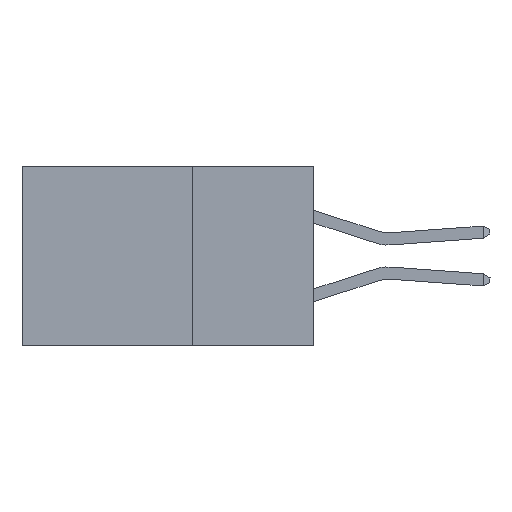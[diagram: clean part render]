
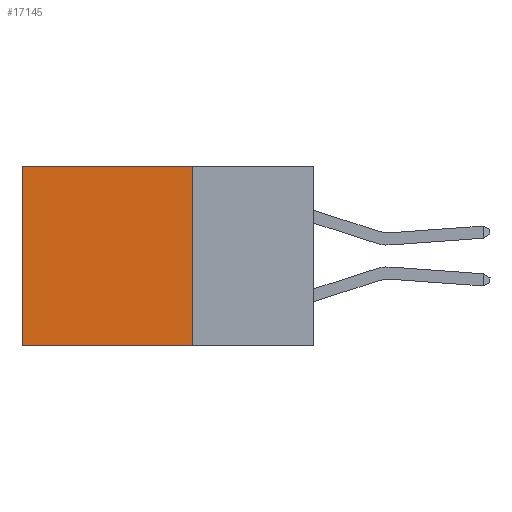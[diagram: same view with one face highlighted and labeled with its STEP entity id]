
A CAD part, left-side view. The second image highlights one B-rep face of the part: STEP entity #17145.
In plain terms, the highlighted planar face has unit normal (-1, 0, 0).
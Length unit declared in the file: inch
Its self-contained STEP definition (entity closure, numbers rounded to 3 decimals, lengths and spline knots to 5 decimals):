
#154 = CARTESIAN_POINT ( 'NONE',  ( 0.2875, 0.25, -0.37 ) ) ;
#421 = DIRECTION ( 'NONE',  ( 0., 1., 0. ) ) ;
#488 = VERTEX_POINT ( 'NONE', #11615 ) ;
#798 = VERTEX_POINT ( 'NONE', #4738 ) ;
#1526 = VECTOR ( 'NONE', #421, 39.37008 ) ;
#1682 = CARTESIAN_POINT ( 'NONE',  ( 0.2875, 0.25, 0. ) ) ;
#1699 = DIRECTION ( 'NONE',  ( 0., 0., -1. ) ) ;
#3150 = DIRECTION ( 'NONE',  ( 0., 0., -1. ) ) ;
#4485 = PLANE ( 'NONE',  #17215 ) ;
#4609 = ORIENTED_EDGE ( 'NONE', *, *, #8652, .F. ) ;
#4738 = CARTESIAN_POINT ( 'NONE',  ( 0.2875, 0.25, 0. ) ) ;
#5533 = ORIENTED_EDGE ( 'NONE', *, *, #8719, .T. ) ;
#5724 = LINE ( 'NONE', #5887, #13239 ) ;
#5887 = CARTESIAN_POINT ( 'NONE',  ( 0.2875, 0.25, 0. ) ) ;
#6940 = LINE ( 'NONE', #7651, #13590 ) ;
#7651 = CARTESIAN_POINT ( 'NONE',  ( 0.2875, 0.6, 0. ) ) ;
#8523 = DIRECTION ( 'NONE',  ( 0., 1., 0. ) ) ;
#8652 = EDGE_CURVE ( 'NONE', #798, #11925, #5724, .T. ) ;
#8719 = EDGE_CURVE ( 'NONE', #798, #488, #11591, .T. ) ;
#10174 = VECTOR ( 'NONE', #8523, 39.37008 ) ;
#11052 = VERTEX_POINT ( 'NONE', #15481 ) ;
#11255 = DIRECTION ( 'NONE',  ( 1., 0., 0. ) ) ;
#11591 = LINE ( 'NONE', #16596, #1526 ) ;
#11615 = CARTESIAN_POINT ( 'NONE',  ( 0.2875, 0.6, 0. ) ) ;
#11811 = EDGE_CURVE ( 'NONE', #488, #11052, #6940, .T. ) ;
#11925 = VERTEX_POINT ( 'NONE', #13233 ) ;
#12431 = ORIENTED_EDGE ( 'NONE', *, *, #14571, .F. ) ;
#12598 = EDGE_LOOP ( 'NONE', ( #14323, #12431, #4609, #5533 ) ) ;
#13233 = CARTESIAN_POINT ( 'NONE',  ( 0.2875, 0.25, -0.37 ) ) ;
#13239 = VECTOR ( 'NONE', #1699, 39.37008 ) ;
#13590 = VECTOR ( 'NONE', #16779, 39.37008 ) ;
#13908 = FACE_OUTER_BOUND ( 'NONE', #12598, .T. ) ;
#14080 = LINE ( 'NONE', #154, #10174 ) ;
#14323 = ORIENTED_EDGE ( 'NONE', *, *, #11811, .T. ) ;
#14571 = EDGE_CURVE ( 'NONE', #11925, #11052, #14080, .T. ) ;
#15481 = CARTESIAN_POINT ( 'NONE',  ( 0.2875, 0.6, -0.37 ) ) ;
#16596 = CARTESIAN_POINT ( 'NONE',  ( 0.2875, 0.25, 0. ) ) ;
#16779 = DIRECTION ( 'NONE',  ( 0., 0., -1. ) ) ;
#17145 = ADVANCED_FACE ( 'NONE', ( #13908 ), #4485, .F. ) ;
#17215 = AXIS2_PLACEMENT_3D ( 'NONE', #1682, #11255, #3150 ) ;
